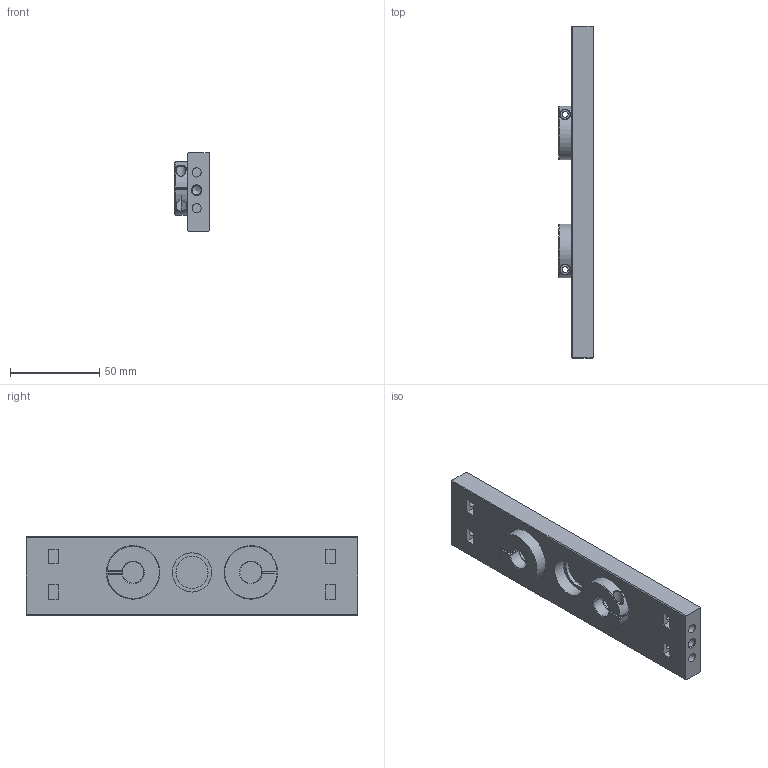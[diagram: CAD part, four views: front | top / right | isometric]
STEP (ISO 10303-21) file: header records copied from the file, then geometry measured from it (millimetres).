
FILE_DESCRIPTION(/* description */ (''),/* implementation_level */ '2;1');
FILE_NAME(/* name */ 'front v2.step',/* time_stamp */ '2025-05-08T15:32:04+02:00',/* author */ (''),/* organization */ (''),/* preprocessor_version */ 'ST-DEVELOPER v20.1',/* originating_system */ 'Autodesk Translation Framework v14.4.0.0',/* authorisation */ '');
FILE_SCHEMA (('AUTOMOTIVE_DESIGN { 1 0 10303 214 3 1 1 }'));
Length unit declared in the file: millimetre
Products named in the file (1): front
Bounding box: 19.2 x 186 x 44 mm (x, y, z)
Volume: 95980.9 mm3; surface area: 30797.3 mm2
Topology: 17 solids, 17 shells, 952 faces, 2622 edges, 1733 vertices
Faces by surface type: bspline 576, plane 326, cylinder 32, cone 18
Full cylindrical faces by diameter (mm): 2.9 x2, 3.3 x4, 4 x2, 5 x6, 5.2 x8, 5.5 x2, 12.2 x2, 18 x1, 22 x1
Entity records: 31975 total; most frequent: CARTESIAN_POINT 13403, ORIENTED_EDGE 5240, EDGE_CURVE 2620, DIRECTION 2265, VERTEX_POINT 1733, LINE 1321, VECTOR 1321, EDGE_LOOP 1020
